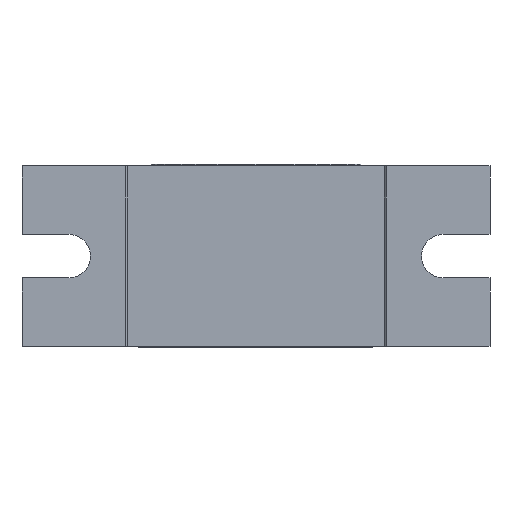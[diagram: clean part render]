
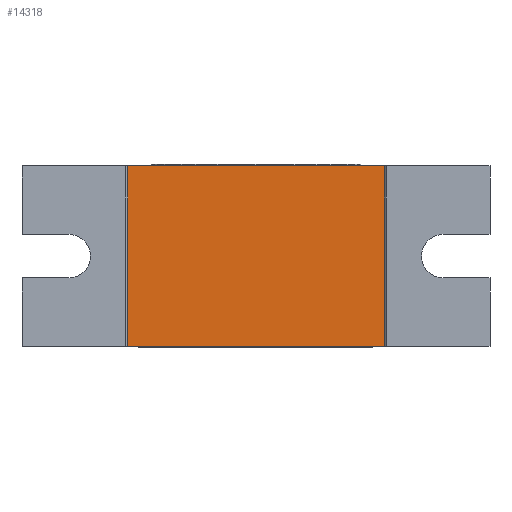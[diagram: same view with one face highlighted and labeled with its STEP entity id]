
A CAD part, front view. The second image highlights one B-rep face of the part: STEP entity #14318.
In plain terms, the highlighted planar face has unit normal (0, -1, 0).
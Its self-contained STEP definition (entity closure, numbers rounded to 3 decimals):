
#768 = DIRECTION ( 'NONE',  ( -1., 0., 0. ) ) ;
#1968 = CARTESIAN_POINT ( 'NONE',  ( -19.2, -19.7, -13.5 ) ) ;
#2335 = VECTOR ( 'NONE', #768, 1000. ) ;
#2801 = VERTEX_POINT ( 'NONE', #6154 ) ;
#3138 = EDGE_CURVE ( 'NONE', #5783, #21899, #16151, .T. ) ;
#3187 = ORIENTED_EDGE ( 'NONE', *, *, #9056, .T. ) ;
#3467 = CARTESIAN_POINT ( 'NONE',  ( 19.2, -19.7, 13.5 ) ) ;
#3510 = FACE_OUTER_BOUND ( 'NONE', #20917, .T. ) ;
#3624 = LINE ( 'NONE', #1968, #22879 ) ;
#4386 = DIRECTION ( 'NONE',  ( 0., 0., -1. ) ) ;
#4771 = DIRECTION ( 'NONE',  ( -1., 0., 0. ) ) ;
#5184 = CARTESIAN_POINT ( 'NONE',  ( 19.2, -19.7, -13.5 ) ) ;
#5783 = VERTEX_POINT ( 'NONE', #5184 ) ;
#6154 = CARTESIAN_POINT ( 'NONE',  ( -19.2, -19.7, 13.5 ) ) ;
#6311 = EDGE_CURVE ( 'NONE', #2801, #21899, #3624, .T. ) ;
#8135 = CARTESIAN_POINT ( 'NONE',  ( -19.2, -19.7, -13.5 ) ) ;
#9056 = EDGE_CURVE ( 'NONE', #5783, #21588, #12503, .T. ) ;
#9633 = LINE ( 'NONE', #23204, #23701 ) ;
#11704 = AXIS2_PLACEMENT_3D ( 'NONE', #22984, #23214, #4771 ) ;
#12503 = LINE ( 'NONE', #17015, #20491 ) ;
#14318 = ADVANCED_FACE ( 'NONE', ( #3510 ), #21288, .F. ) ;
#15331 = CARTESIAN_POINT ( 'NONE',  ( -19.5, -19.7, -13.5 ) ) ;
#16151 = LINE ( 'NONE', #15331, #2335 ) ;
#16162 = ORIENTED_EDGE ( 'NONE', *, *, #3138, .F. ) ;
#17015 = CARTESIAN_POINT ( 'NONE',  ( 19.2, -19.7, 13.5 ) ) ;
#17245 = ORIENTED_EDGE ( 'NONE', *, *, #6311, .T. ) ;
#17389 = ORIENTED_EDGE ( 'NONE', *, *, #20114, .T. ) ;
#20114 = EDGE_CURVE ( 'NONE', #21588, #2801, #9633, .T. ) ;
#20491 = VECTOR ( 'NONE', #22534, 1000. ) ;
#20917 = EDGE_LOOP ( 'NONE', ( #16162, #3187, #17389, #17245 ) ) ;
#21288 = PLANE ( 'NONE',  #11704 ) ;
#21360 = DIRECTION ( 'NONE',  ( -1., 0., 0. ) ) ;
#21588 = VERTEX_POINT ( 'NONE', #3467 ) ;
#21899 = VERTEX_POINT ( 'NONE', #8135 ) ;
#22534 = DIRECTION ( 'NONE',  ( 0., 0., 1. ) ) ;
#22879 = VECTOR ( 'NONE', #4386, 1000. ) ;
#22984 = CARTESIAN_POINT ( 'NONE',  ( -19.5, -19.7, -13.5 ) ) ;
#23204 = CARTESIAN_POINT ( 'NONE',  ( -19.5, -19.7, 13.5 ) ) ;
#23214 = DIRECTION ( 'NONE',  ( 0., 1., 0. ) ) ;
#23701 = VECTOR ( 'NONE', #21360, 1000. ) ;
